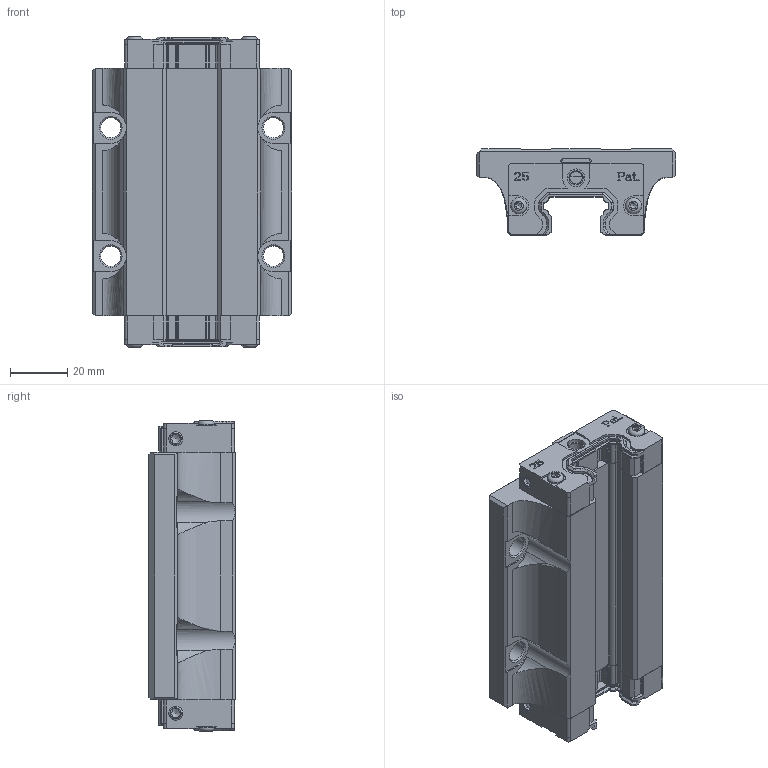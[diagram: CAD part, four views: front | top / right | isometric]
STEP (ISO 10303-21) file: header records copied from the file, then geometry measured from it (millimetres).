
FILE_DESCRIPTION(/* description */ (''),/* implementation_level */ '2;1');
FILE_NAME(/* name */ 'LGB_H25FESS_Shrinkwrap.ipt.stp',/* time_stamp */ '2015-10-28T12:33:28+01:00',/* author */ ('RLI'),/* organization */ (''),/* preprocessor_version */ 'ST-DEVELOPER v15.6',/* originating_system */ 'Autodesk Inventor 2015',/* authorisation */ '');
FILE_SCHEMA (('AUTOMOTIVE_DESIGN { 1 0 10303 214 3 1 1 }'));
Length unit declared in the file: millimetre
Products named in the file (1): LGB_H25FESS_Shrinkwrap
Bounding box: 69.95 x 30.2 x 109 mm (x, y, z)
Volume: 127256.7 mm3; surface area: 37516.9 mm2
Topology: 1 solids, 19 shells, 1376 faces, 3614 edges, 2330 vertices
Faces by surface type: plane 964, cylinder 302, cone 92, bspline 10, torus 8
Full cylindrical faces by diameter (mm): 1.5 x4, 2.5 x2, 3 x12, 3.3 x8, 3.9 x4, 4.4 x2, 5 x12, 5.7 x4, 6 x8, 6.2 x2, 7 x4, 8 x2
Entity records: 42613 total; most frequent: CARTESIAN_POINT 7791, ORIENTED_EDGE 6940, DIRECTION 6742, EDGE_CURVE 3470, LINE 2668, VECTOR 2668, VERTEX_POINT 2282, AXIS2_PLACEMENT_3D 2037
